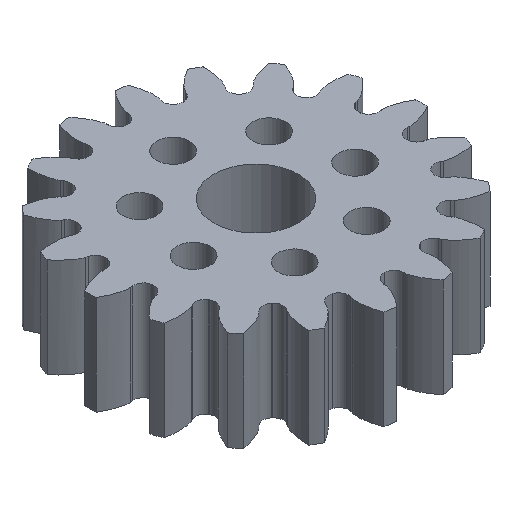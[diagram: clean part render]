
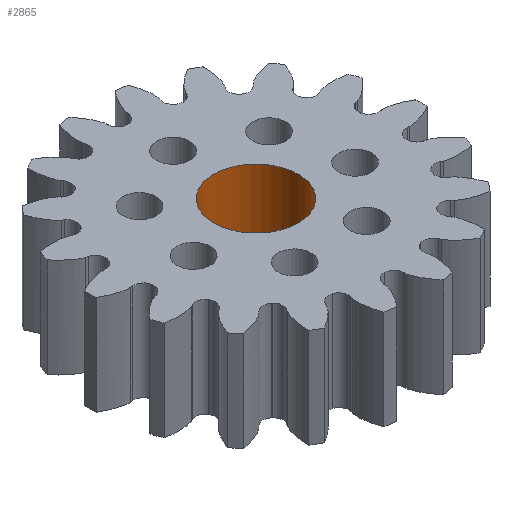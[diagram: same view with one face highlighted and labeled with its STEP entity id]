
A CAD part, isometric view. The second image highlights one B-rep face of the part: STEP entity #2865.
In plain terms, the highlighted cylindrical face has radius 2.55 mm (diameter 5.1 mm), a full revolution.
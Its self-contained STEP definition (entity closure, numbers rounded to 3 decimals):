
#181=FACE_OUTER_BOUND('',#335,.T.);
#335=EDGE_LOOP('',(#1873,#1874,#1875,#1876));
#505=LINE('',#4105,#729);
#729=VECTOR('',#3321,2.55);
#953=CIRCLE('',#3035,2.55);
#954=CIRCLE('',#3036,2.55);
#1113=VERTEX_POINT('',#4102);
#1114=VERTEX_POINT('',#4104);
#1417=EDGE_CURVE('',#1113,#1113,#953,.T.);
#1418=EDGE_CURVE('',#1113,#1114,#505,.T.);
#1419=EDGE_CURVE('',#1114,#1114,#954,.T.);
#1873=ORIENTED_EDGE('',*,*,#1417,.F.);
#1874=ORIENTED_EDGE('',*,*,#1418,.T.);
#1875=ORIENTED_EDGE('',*,*,#1419,.F.);
#1876=ORIENTED_EDGE('',*,*,#1418,.F.);
#2785=CYLINDRICAL_SURFACE('',#3034,2.55);
#2865=ADVANCED_FACE('',(#181),#2785,.F.);
#3034=AXIS2_PLACEMENT_3D('',#4101,#3317,#3318);
#3035=AXIS2_PLACEMENT_3D('',#4103,#3319,#3320);
#3036=AXIS2_PLACEMENT_3D('',#4106,#3322,#3323);
#3317=DIRECTION('center_axis',(0.,0.,-1.));
#3318=DIRECTION('ref_axis',(-1.,0.,0.));
#3319=DIRECTION('center_axis',(0.,0.,-1.));
#3320=DIRECTION('ref_axis',(-1.,0.,0.));
#3321=DIRECTION('',(0.,0.,-1.));
#3322=DIRECTION('center_axis',(0.,0.,1.));
#3323=DIRECTION('ref_axis',(-1.,0.,0.));
#4101=CARTESIAN_POINT('Origin',(0.,0.,6.));
#4102=CARTESIAN_POINT('',(2.55,0.,6.));
#4103=CARTESIAN_POINT('Origin',(0.,0.,6.));
#4104=CARTESIAN_POINT('',(2.55,0.,0.));
#4105=CARTESIAN_POINT('',(2.55,0.,6.));
#4106=CARTESIAN_POINT('Origin',(0.,0.,0.));
